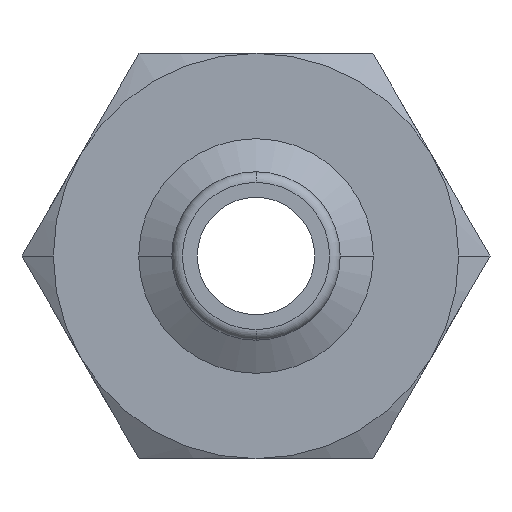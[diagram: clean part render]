
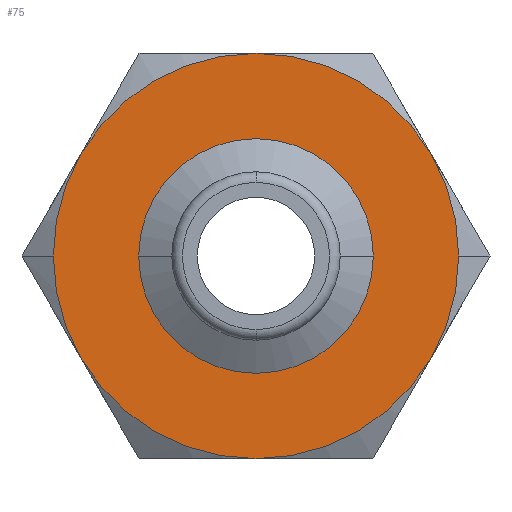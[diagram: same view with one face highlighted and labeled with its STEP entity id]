
A CAD part, front view. The second image highlights one B-rep face of the part: STEP entity #75.
In plain terms, the highlighted planar face has unit normal (0, -1, 0).
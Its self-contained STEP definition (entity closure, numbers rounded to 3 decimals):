
#75=ADVANCED_FACE('',(#194,#195),#196,.T.);
#194=FACE_OUTER_BOUND('',#359,.T.);
#195=FACE_BOUND('',#360,.T.);
#196=PLANE('',#361);
#359=EDGE_LOOP('',(#518,#519,#520,#521,#522,#523,#524,#525));
#360=EDGE_LOOP('',(#526,#527));
#361=AXIS2_PLACEMENT_3D('',#528,#529,#530);
#518=ORIENTED_EDGE('',*,*,#954,.F.);
#519=ORIENTED_EDGE('',*,*,#955,.F.);
#520=ORIENTED_EDGE('',*,*,#956,.F.);
#521=ORIENTED_EDGE('',*,*,#957,.F.);
#522=ORIENTED_EDGE('',*,*,#958,.F.);
#523=ORIENTED_EDGE('',*,*,#959,.F.);
#524=ORIENTED_EDGE('',*,*,#960,.F.);
#525=ORIENTED_EDGE('',*,*,#961,.F.);
#526=ORIENTED_EDGE('',*,*,#962,.F.);
#527=ORIENTED_EDGE('',*,*,#963,.F.);
#528=CARTESIAN_POINT('',(4.75,22.0,0.0));
#529=DIRECTION('',(-0.0,-1.0,-0.0));
#530=DIRECTION('',(-1.0,0.0,0.0));
#954=EDGE_CURVE('',#1121,#1122,#1123,.T.);
#955=EDGE_CURVE('',#1124,#1121,#1125,.T.);
#956=EDGE_CURVE('',#1126,#1124,#1127,.T.);
#957=EDGE_CURVE('',#1128,#1126,#1129,.T.);
#958=EDGE_CURVE('',#1130,#1128,#1131,.T.);
#959=EDGE_CURVE('',#1132,#1130,#1133,.T.);
#960=EDGE_CURVE('',#1134,#1132,#1135,.T.);
#961=EDGE_CURVE('',#1122,#1134,#1136,.T.);
#962=EDGE_CURVE('',#1137,#1138,#1139,.T.);
#963=EDGE_CURVE('',#1138,#1137,#1140,.T.);
#1121=VERTEX_POINT('',#1358);
#1122=VERTEX_POINT('',#1359);
#1123=CIRCLE('',#1360,9.5);
#1124=VERTEX_POINT('',#1361);
#1125=CIRCLE('',#1362,9.5);
#1126=VERTEX_POINT('',#1363);
#1127=CIRCLE('',#1364,9.5);
#1128=VERTEX_POINT('',#1365);
#1129=CIRCLE('',#1366,9.5);
#1130=VERTEX_POINT('',#1367);
#1131=CIRCLE('',#1368,9.5);
#1132=VERTEX_POINT('',#1369);
#1133=CIRCLE('',#1370,9.5);
#1134=VERTEX_POINT('',#1371);
#1135=CIRCLE('',#1372,9.5);
#1136=CIRCLE('',#1373,9.5);
#1137=VERTEX_POINT('',#1374);
#1138=VERTEX_POINT('',#1375);
#1139=CIRCLE('',#1376,5.5);
#1140=CIRCLE('',#1377,5.5);
#1358=CARTESIAN_POINT('',(8.227,22.0,4.75));
#1359=CARTESIAN_POINT('',(9.5,22.0,0.));
#1360=AXIS2_PLACEMENT_3D('',#1886,#1887,#1888);
#1361=CARTESIAN_POINT('',(0.,22.0,9.5));
#1362=AXIS2_PLACEMENT_3D('',#1889,#1890,#1891);
#1363=CARTESIAN_POINT('',(-8.227,22.0,4.75));
#1364=AXIS2_PLACEMENT_3D('',#1892,#1893,#1894);
#1365=CARTESIAN_POINT('',(-9.5,22.0,0.));
#1366=AXIS2_PLACEMENT_3D('',#1895,#1896,#1897);
#1367=CARTESIAN_POINT('',(-8.227,22.0,-4.75));
#1368=AXIS2_PLACEMENT_3D('',#1898,#1899,#1900);
#1369=CARTESIAN_POINT('',(0.0,22.0,-9.5));
#1370=AXIS2_PLACEMENT_3D('',#1901,#1902,#1903);
#1371=CARTESIAN_POINT('',(8.227,22.0,-4.75));
#1372=AXIS2_PLACEMENT_3D('',#1904,#1905,#1906);
#1373=AXIS2_PLACEMENT_3D('',#1907,#1908,#1909);
#1374=CARTESIAN_POINT('',(-5.5,22.0,0.));
#1375=CARTESIAN_POINT('',(5.5,22.0,0.));
#1376=AXIS2_PLACEMENT_3D('',#1910,#1911,#1912);
#1377=AXIS2_PLACEMENT_3D('',#1913,#1914,#1915);
#1886=CARTESIAN_POINT('',(0.0,22.0,0.0));
#1887=DIRECTION('',(-0.0,1.0,0.0));
#1888=DIRECTION('',(1.0,0.0,0.0));
#1889=CARTESIAN_POINT('',(0.0,22.0,0.0));
#1890=DIRECTION('',(-0.0,1.0,0.0));
#1891=DIRECTION('',(1.0,0.0,0.0));
#1892=CARTESIAN_POINT('',(0.0,22.0,0.0));
#1893=DIRECTION('',(-0.0,1.0,0.0));
#1894=DIRECTION('',(1.0,0.0,0.0));
#1895=CARTESIAN_POINT('',(0.0,22.0,0.0));
#1896=DIRECTION('',(-0.0,1.0,0.0));
#1897=DIRECTION('',(1.0,0.0,0.0));
#1898=CARTESIAN_POINT('',(0.0,22.0,0.0));
#1899=DIRECTION('',(-0.0,1.0,0.0));
#1900=DIRECTION('',(1.0,0.0,0.0));
#1901=CARTESIAN_POINT('',(0.0,22.0,0.0));
#1902=DIRECTION('',(-0.0,1.0,0.0));
#1903=DIRECTION('',(1.0,0.0,0.0));
#1904=CARTESIAN_POINT('',(0.0,22.0,0.0));
#1905=DIRECTION('',(-0.0,1.0,0.0));
#1906=DIRECTION('',(1.0,0.0,0.0));
#1907=CARTESIAN_POINT('',(0.0,22.0,0.0));
#1908=DIRECTION('',(-0.0,1.0,0.0));
#1909=DIRECTION('',(1.0,0.0,0.0));
#1910=CARTESIAN_POINT('',(0.0,22.0,0.0));
#1911=DIRECTION('',(0.0,-1.0,0.0));
#1912=DIRECTION('',(1.0,0.0,0.0));
#1913=CARTESIAN_POINT('',(0.0,22.0,0.0));
#1914=DIRECTION('',(0.0,-1.0,0.0));
#1915=DIRECTION('',(1.0,0.0,0.0));
